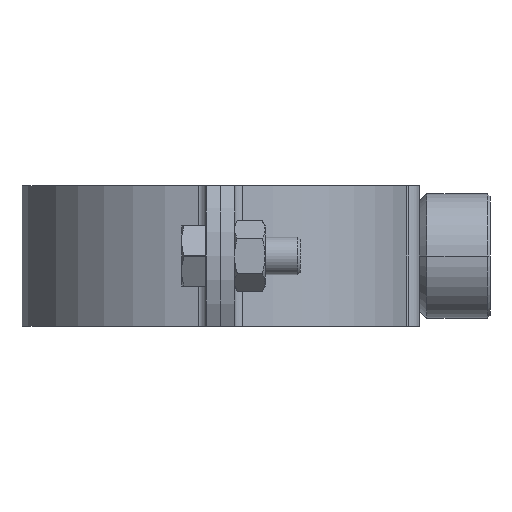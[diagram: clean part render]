
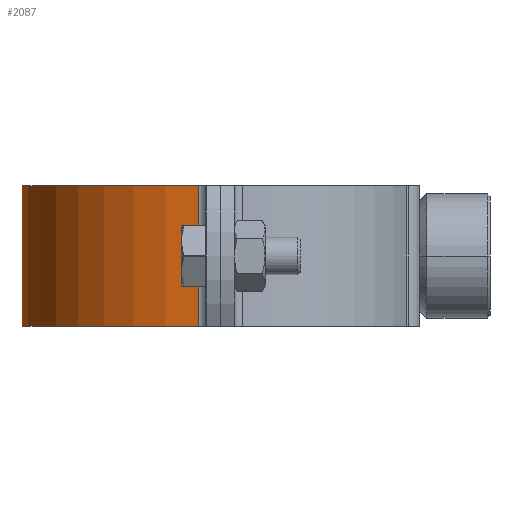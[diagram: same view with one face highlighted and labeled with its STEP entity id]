
A CAD part, left-side view. The second image highlights one B-rep face of the part: STEP entity #2087.
In plain terms, the highlighted cylindrical face has radius 42.5 mm (diameter 85 mm), a partial arc.
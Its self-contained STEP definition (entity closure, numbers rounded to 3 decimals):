
#106 = ORIENTED_EDGE ( 'NONE', *, *, #4715, .T. ) ;
#108 = ORIENTED_EDGE ( 'NONE', *, *, #4436, .F. ) ;
#113 = ORIENTED_EDGE ( 'NONE', *, *, #444, .F. ) ;
#114 = ORIENTED_EDGE ( 'NONE', *, *, #4687, .T. ) ;
#352 = CARTESIAN_POINT ( 'NONE',  ( -42.231, -4.775, 15. ) ) ;
#444 = EDGE_CURVE ( 'NONE', #4238, #1321, #3322, .T. ) ;
#588 = DIRECTION ( 'NONE',  ( 0., 0., 1. ) ) ;
#596 = DIRECTION ( 'NONE',  ( 1., 0., 0. ) ) ;
#603 = CARTESIAN_POINT ( 'NONE',  ( 0., 0., -15. ) ) ;
#628 = LINE ( 'NONE', #751, #4500 ) ;
#717 = VECTOR ( 'NONE', #1609, 1000. ) ;
#731 = DIRECTION ( 'NONE',  ( 0., 0., -1. ) ) ;
#751 = CARTESIAN_POINT ( 'NONE',  ( -42.231, -4.775, 15. ) ) ;
#931 = CIRCLE ( 'NONE', #3863, 42.5 ) ;
#1321 = VERTEX_POINT ( 'NONE', #3609 ) ;
#1609 = DIRECTION ( 'NONE',  ( 0., 0., -1. ) ) ;
#1638 = LINE ( 'NONE', #1645, #717 ) ;
#1645 = CARTESIAN_POINT ( 'NONE',  ( 42.231, -4.775, 15. ) ) ;
#2087 = ADVANCED_FACE ( 'NONE', ( #2160 ), #2157, .T. ) ;
#2144 = DIRECTION ( 'NONE',  ( -1., 0., 0. ) ) ;
#2146 = DIRECTION ( 'NONE',  ( 0., 0., -1. ) ) ;
#2147 = CARTESIAN_POINT ( 'NONE',  ( 0., 0., 15. ) ) ;
#2157 = CYLINDRICAL_SURFACE ( 'NONE', #5156, 42.5 ) ;
#2160 = FACE_OUTER_BOUND ( 'NONE', #3607, .T. ) ;
#2213 = CARTESIAN_POINT ( 'NONE',  ( 42.231, -4.775, -15. ) ) ;
#3322 = CIRCLE ( 'NONE', #3369, 42.5 ) ;
#3369 = AXIS2_PLACEMENT_3D ( 'NONE', #4965, #4963, #4954 ) ;
#3550 = VERTEX_POINT ( 'NONE', #5536 ) ;
#3607 = EDGE_LOOP ( 'NONE', ( #106, #108, #113, #114 ) ) ;
#3609 = CARTESIAN_POINT ( 'NONE',  ( 42.231, -4.775, 15. ) ) ;
#3863 = AXIS2_PLACEMENT_3D ( 'NONE', #603, #588, #596 ) ;
#4238 = VERTEX_POINT ( 'NONE', #352 ) ;
#4272 = VERTEX_POINT ( 'NONE', #2213 ) ;
#4436 = EDGE_CURVE ( 'NONE', #1321, #4272, #1638, .T. ) ;
#4500 = VECTOR ( 'NONE', #731, 1000. ) ;
#4687 = EDGE_CURVE ( 'NONE', #4238, #3550, #628, .T. ) ;
#4715 = EDGE_CURVE ( 'NONE', #3550, #4272, #931, .T. ) ;
#4954 = DIRECTION ( 'NONE',  ( 1., 0., 0. ) ) ;
#4963 = DIRECTION ( 'NONE',  ( 0., 0., 1. ) ) ;
#4965 = CARTESIAN_POINT ( 'NONE',  ( 0., 0., 15. ) ) ;
#5156 = AXIS2_PLACEMENT_3D ( 'NONE', #2147, #2146, #2144 ) ;
#5536 = CARTESIAN_POINT ( 'NONE',  ( -42.231, -4.775, -15. ) ) ;
